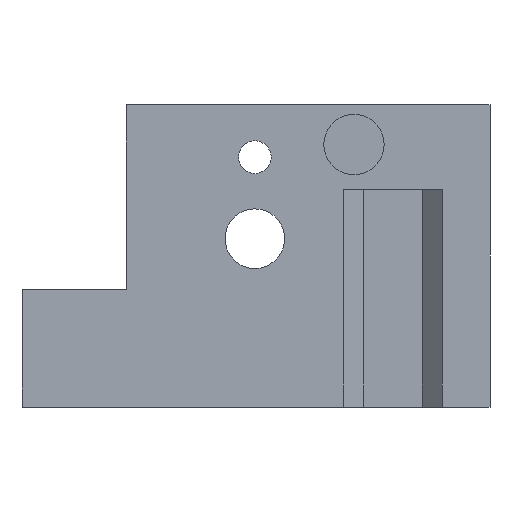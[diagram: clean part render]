
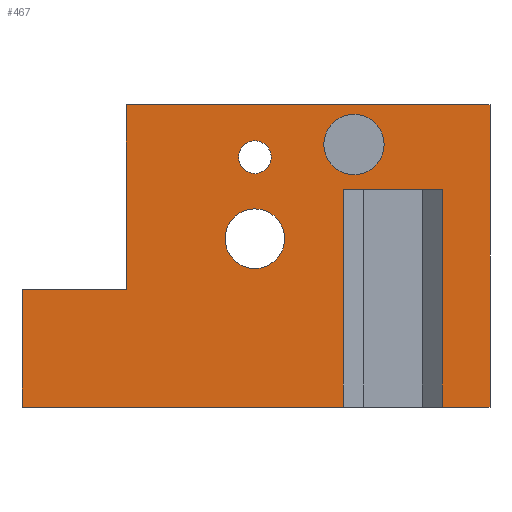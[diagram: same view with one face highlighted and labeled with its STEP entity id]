
A CAD part, front view. The second image highlights one B-rep face of the part: STEP entity #467.
In plain terms, the highlighted planar face has unit normal (0, -1, 0).
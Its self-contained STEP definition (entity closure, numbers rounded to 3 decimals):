
#17=FACE_BOUND('',#94,.T.);
#18=FACE_BOUND('',#95,.T.);
#19=FACE_BOUND('',#96,.T.);
#33=CIRCLE('',#509,1.65);
#34=CIRCLE('',#511,3.01);
#36=CIRCLE('',#514,3.048);
#65=FACE_OUTER_BOUND('',#93,.T.);
#93=EDGE_LOOP('',(#383,#384,#385,#386,#387,#388,#389,#390,#391,#392));
#94=EDGE_LOOP('',(#393));
#95=EDGE_LOOP('',(#394));
#96=EDGE_LOOP('',(#395));
#110=LINE('',#677,#157);
#126=LINE('',#744,#173);
#132=LINE('',#756,#179);
#141=LINE('',#773,#188);
#142=LINE('',#776,#189);
#143=LINE('',#778,#190);
#144=LINE('',#779,#191);
#145=LINE('',#781,#192);
#146=LINE('',#783,#193);
#147=LINE('',#784,#194);
#157=VECTOR('',#541,10.);
#173=VECTOR('',#613,10.);
#179=VECTOR('',#621,10.);
#188=VECTOR('',#638,10.);
#189=VECTOR('',#641,10.);
#190=VECTOR('',#642,10.);
#191=VECTOR('',#643,10.);
#192=VECTOR('',#644,10.);
#193=VECTOR('',#645,10.);
#194=VECTOR('',#646,10.);
#203=VERTEX_POINT('',#674);
#204=VERTEX_POINT('',#676);
#220=VERTEX_POINT('',#723);
#221=VERTEX_POINT('',#727);
#223=VERTEX_POINT('',#733);
#225=VERTEX_POINT('',#740);
#227=VERTEX_POINT('',#743);
#230=VERTEX_POINT('',#750);
#232=VERTEX_POINT('',#754);
#237=VERTEX_POINT('',#775);
#238=VERTEX_POINT('',#777);
#239=VERTEX_POINT('',#780);
#240=VERTEX_POINT('',#782);
#246=EDGE_CURVE('',#204,#203,#110,.T.);
#270=EDGE_CURVE('',#220,#220,#33,.T.);
#271=EDGE_CURVE('',#221,#221,#34,.T.);
#274=EDGE_CURVE('',#223,#223,#36,.T.);
#278=EDGE_CURVE('',#227,#225,#126,.T.);
#284=EDGE_CURVE('',#230,#232,#132,.T.);
#293=EDGE_CURVE('',#232,#227,#141,.T.);
#294=EDGE_CURVE('',#237,#225,#142,.T.);
#295=EDGE_CURVE('',#237,#238,#143,.T.);
#296=EDGE_CURVE('',#204,#238,#144,.T.);
#297=EDGE_CURVE('',#203,#239,#145,.T.);
#298=EDGE_CURVE('',#240,#239,#146,.T.);
#299=EDGE_CURVE('',#230,#240,#147,.T.);
#383=ORIENTED_EDGE('',*,*,#284,.T.);
#384=ORIENTED_EDGE('',*,*,#293,.T.);
#385=ORIENTED_EDGE('',*,*,#278,.T.);
#386=ORIENTED_EDGE('',*,*,#294,.F.);
#387=ORIENTED_EDGE('',*,*,#295,.T.);
#388=ORIENTED_EDGE('',*,*,#296,.F.);
#389=ORIENTED_EDGE('',*,*,#246,.T.);
#390=ORIENTED_EDGE('',*,*,#297,.T.);
#391=ORIENTED_EDGE('',*,*,#298,.F.);
#392=ORIENTED_EDGE('',*,*,#299,.F.);
#393=ORIENTED_EDGE('',*,*,#270,.T.);
#394=ORIENTED_EDGE('',*,*,#271,.T.);
#395=ORIENTED_EDGE('',*,*,#274,.T.);
#441=PLANE('',#523);
#467=ADVANCED_FACE('',(#65,#17,#18,#19),#441,.T.);
#509=AXIS2_PLACEMENT_3D('',#725,#592,#593);
#511=AXIS2_PLACEMENT_3D('',#728,#596,#597);
#514=AXIS2_PLACEMENT_3D('',#734,#603,#604);
#523=AXIS2_PLACEMENT_3D('',#774,#639,#640);
#541=DIRECTION('',(0.,0.,-1.));
#592=DIRECTION('center_axis',(0.,1.,0.));
#593=DIRECTION('ref_axis',(-1.,0.,0.));
#596=DIRECTION('center_axis',(0.,1.,0.));
#597=DIRECTION('ref_axis',(1.,0.,0.));
#603=DIRECTION('center_axis',(0.,1.,0.));
#604=DIRECTION('ref_axis',(1.,0.,0.));
#613=DIRECTION('',(0.,0.,-1.));
#621=DIRECTION('',(0.,0.,1.));
#638=DIRECTION('',(1.,0.,0.));
#639=DIRECTION('center_axis',(0.,-1.,0.));
#640=DIRECTION('ref_axis',(1.,0.,0.));
#641=DIRECTION('',(-1.,0.,0.));
#642=DIRECTION('',(0.,0.,1.));
#643=DIRECTION('',(1.,0.,0.));
#644=DIRECTION('',(-1.,0.,0.));
#645=DIRECTION('',(0.,0.,1.));
#646=DIRECTION('',(-1.,0.,0.));
#674=CARTESIAN_POINT('',(-13.003,17.6,-5.124));
#676=CARTESIAN_POINT('',(-13.003,17.6,13.5));
#677=CARTESIAN_POINT('',(-13.003,17.6,-1.75));
#723=CARTESIAN_POINT('',(1.646,17.6,8.22));
#725=CARTESIAN_POINT('Origin',(-0.004,17.6,8.22));
#727=CARTESIAN_POINT('',(-3.01,17.6,0.));
#728=CARTESIAN_POINT('Origin',(0.,17.6,0.));
#733=CARTESIAN_POINT('',(6.952,17.6,9.501));
#734=CARTESIAN_POINT('Origin',(10.,17.6,9.501));
#740=CARTESIAN_POINT('',(18.909,17.6,-17.));
#743=CARTESIAN_POINT('',(18.909,17.6,5.));
#744=CARTESIAN_POINT('',(18.909,17.6,-17.));
#750=CARTESIAN_POINT('',(8.909,17.6,-17.));
#754=CARTESIAN_POINT('',(8.909,17.6,5.));
#756=CARTESIAN_POINT('',(8.909,17.6,-17.));
#773=CARTESIAN_POINT('',(-4.795,17.6,5.));
#774=CARTESIAN_POINT('Origin',(-23.5,17.6,-17.));
#775=CARTESIAN_POINT('',(23.732,17.6,-17.));
#776=CARTESIAN_POINT('',(23.732,17.6,-17.));
#777=CARTESIAN_POINT('',(23.732,17.6,13.5));
#778=CARTESIAN_POINT('',(23.732,17.6,-17.));
#779=CARTESIAN_POINT('',(23.732,17.6,13.5));
#780=CARTESIAN_POINT('',(-23.5,17.6,-5.124));
#781=CARTESIAN_POINT('',(-18.251,17.6,-5.124));
#782=CARTESIAN_POINT('',(-23.5,17.6,-17.));
#783=CARTESIAN_POINT('',(-23.5,17.6,-17.));
#784=CARTESIAN_POINT('',(23.732,17.6,-17.));
